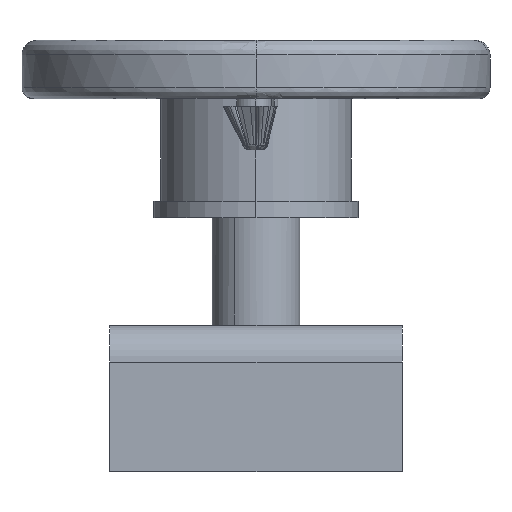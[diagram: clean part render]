
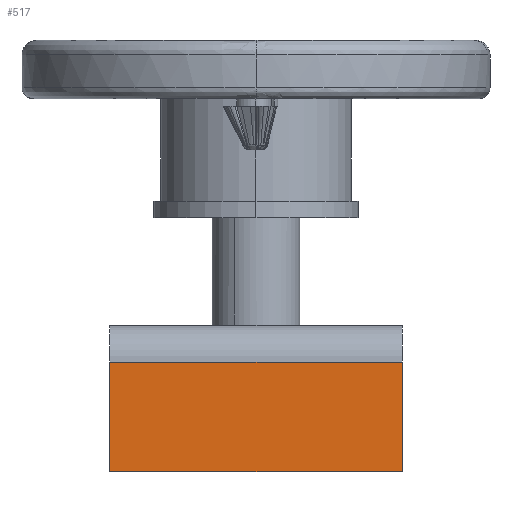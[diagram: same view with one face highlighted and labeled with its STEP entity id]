
A CAD part, left-side view. The second image highlights one B-rep face of the part: STEP entity #517.
In plain terms, the highlighted planar face has unit normal (-1, 0, 0).
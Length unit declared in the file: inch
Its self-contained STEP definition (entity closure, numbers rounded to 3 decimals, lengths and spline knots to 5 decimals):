
#509=AXIS2_PLACEMENT_3D('Plane Axis2P3D',#506,#507,#508) ;
#196=CARTESIAN_POINT('Line Origine',(-1.28125,1.25,0.)) ;
#200=CARTESIAN_POINT('Vertex',(-1.28125,1.25,-0.46875)) ;
#202=CARTESIAN_POINT('Vertex',(-1.28125,1.25,0.46875)) ;
#288=CARTESIAN_POINT('Vertex',(-1.28125,-1.25,-0.46875)) ;
#340=CARTESIAN_POINT('Vertex',(-1.28125,-1.25,0.46875)) ;
#343=CARTESIAN_POINT('Line Origine',(-1.28125,-1.25,0.)) ;
#373=CARTESIAN_POINT('Line Origine',(-1.28125,0.,-0.46875)) ;
#494=CARTESIAN_POINT('Line Origine',(-1.28125,0.,0.46875)) ;
#506=CARTESIAN_POINT('Axis2P3D Location',(-1.28125,0.,-0.46875)) ;
#197=DIRECTION('Vector Direction',(0.,0.,1.)) ;
#344=DIRECTION('Vector Direction',(0.,0.,1.)) ;
#374=DIRECTION('Vector Direction',(0.,1.,0.)) ;
#495=DIRECTION('Vector Direction',(0.,1.,0.)) ;
#507=DIRECTION('Axis2P3D Direction',(-1.,0.,0.)) ;
#508=DIRECTION('Axis2P3D XDirection',(0.,0.,1.)) ;
#198=VECTOR('Line Direction',#197,0.03937) ;
#345=VECTOR('Line Direction',#344,0.03937) ;
#375=VECTOR('Line Direction',#374,0.03937) ;
#496=VECTOR('Line Direction',#495,0.03937) ;
#512=ORIENTED_EDGE('',*,*,#377,.F.) ;
#513=ORIENTED_EDGE('',*,*,#347,.T.) ;
#514=ORIENTED_EDGE('',*,*,#498,.T.) ;
#515=ORIENTED_EDGE('',*,*,#204,.F.) ;
#517=ADVANCED_FACE('MASTER MODEL',(#516),#510,.T.) ;
#204=EDGE_CURVE('',#201,#203,#199,.T.) ;
#347=EDGE_CURVE('',#289,#341,#346,.T.) ;
#377=EDGE_CURVE('',#289,#201,#376,.T.) ;
#498=EDGE_CURVE('',#341,#203,#497,.T.) ;
#511=EDGE_LOOP('',(#512,#513,#514,#515)) ;
#516=FACE_OUTER_BOUND('',#511,.T.) ;
#199=LINE('Line',#196,#198) ;
#346=LINE('Line',#343,#345) ;
#376=LINE('Line',#373,#375) ;
#497=LINE('Line',#494,#496) ;
#510=PLANE('',#509) ;
#201=VERTEX_POINT('',#200) ;
#203=VERTEX_POINT('',#202) ;
#289=VERTEX_POINT('',#288) ;
#341=VERTEX_POINT('',#340) ;
